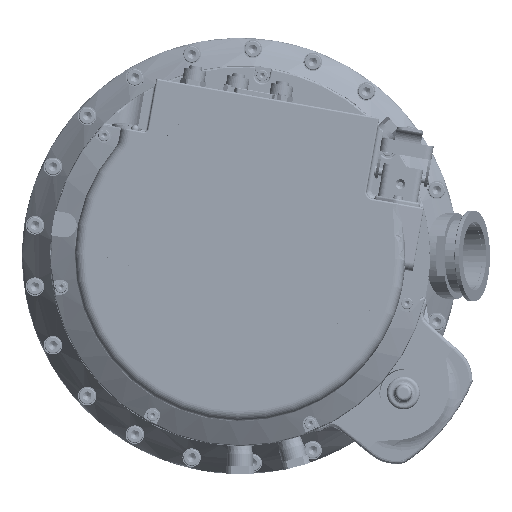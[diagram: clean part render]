
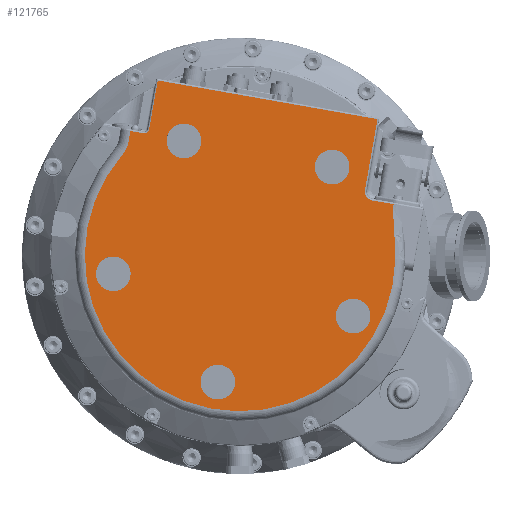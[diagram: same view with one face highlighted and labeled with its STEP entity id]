
A CAD part, front view. The second image highlights one B-rep face of the part: STEP entity #121765.
In plain terms, the highlighted planar face has unit normal (0, -1, 0).
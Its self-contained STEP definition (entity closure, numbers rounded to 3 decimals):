
#121604=CARTESIAN_POINT('',(-50.615,-155.,107.421));
#121605=DIRECTION('',(0.0,-1.0,0.0));
#121606=DIRECTION('',(0.0,0.0,-1.0));
#121607=AXIS2_PLACEMENT_3D('',#121604,#121605,#121606);
#121608=PLANE('',#121607);
#121609=CARTESIAN_POINT('',(75.591,-155.,39.981));
#121610=VERTEX_POINT('',#121609);
#121611=CARTESIAN_POINT('',(83.145,-155.,82.82));
#121612=VERTEX_POINT('',#121611);
#121613=CARTESIAN_POINT('',(75.591,-155.,39.981));
#121614=DIRECTION('',(0.174,0.,0.985));
#121615=VECTOR('',#121614,43.5);
#121616=LINE('',#121613,#121615);
#121617=EDGE_CURVE('',#121610,#121612,#121616,.T.);
#121618=ORIENTED_EDGE('',*,*,#121617,.T.);
#121619=CARTESIAN_POINT('',(-49.804,-155.,106.263));
#121620=VERTEX_POINT('',#121619);
#121621=CARTESIAN_POINT('',(83.145,-155.,82.82));
#121622=DIRECTION('',(-0.985,0.,0.174));
#121623=VECTOR('',#121622,135.);
#121624=LINE('',#121621,#121623);
#121625=EDGE_CURVE('',#121612,#121620,#121624,.T.);
#121626=ORIENTED_EDGE('',*,*,#121625,.T.);
#121627=CARTESIAN_POINT('',(-55.014,-155.,76.719));
#121628=VERTEX_POINT('',#121627);
#121629=CARTESIAN_POINT('',(-49.804,-155.,106.263));
#121630=DIRECTION('',(-0.174,0.,-0.985));
#121631=VECTOR('',#121630,30.);
#121632=LINE('',#121629,#121631);
#121633=EDGE_CURVE('',#121620,#121628,#121632,.T.);
#121634=ORIENTED_EDGE('',*,*,#121633,.T.);
#121635=CARTESIAN_POINT('',(-58.489,-155.,74.285));
#121636=VERTEX_POINT('',#121635);
#121637=CARTESIAN_POINT('',(-57.968,-155.,77.24));
#121638=DIRECTION('',(0.,1.,0.));
#121639=DIRECTION('',(-0.985,0.,0.174));
#121640=AXIS2_PLACEMENT_3D('',#121637,#121638,#121639);
#121641=CIRCLE('',#121640,3.0);
#121642=EDGE_CURVE('',#121628,#121636,#121641,.T.);
#121643=ORIENTED_EDGE('',*,*,#121642,.T.);
#121644=CARTESIAN_POINT('',(-66.368,-155.,75.674));
#121645=VERTEX_POINT('',#121644);
#121646=CARTESIAN_POINT('',(-58.489,-155.,74.285));
#121647=DIRECTION('',(-0.985,0.0,0.174));
#121648=VECTOR('',#121647,8.0);
#121649=LINE('',#121646,#121648);
#121650=EDGE_CURVE('',#121636,#121645,#121649,.T.);
#121651=ORIENTED_EDGE('',*,*,#121650,.T.);
#121652=CARTESIAN_POINT('',(-67.531,-155.,69.077));
#121653=VERTEX_POINT('',#121652);
#121654=CARTESIAN_POINT('',(-66.368,-155.,75.674));
#121655=DIRECTION('',(-0.174,0.0,-0.985));
#121656=VECTOR('',#121655,6.699);
#121657=LINE('',#121654,#121656);
#121658=EDGE_CURVE('',#121645,#121653,#121657,.T.);
#121659=ORIENTED_EDGE('',*,*,#121658,.T.);
#121660=CARTESIAN_POINT('',(-71.173,-155.,61.403));
#121661=VERTEX_POINT('',#121660);
#121662=CARTESIAN_POINT('',(-83.288,-155.,71.855));
#121663=DIRECTION('',(0.,1.,0.));
#121664=DIRECTION('',(-0.985,0.,0.174));
#121665=AXIS2_PLACEMENT_3D('',#121662,#121663,#121664);
#121666=CIRCLE('',#121665,16.0);
#121667=EDGE_CURVE('',#121653,#121661,#121666,.T.);
#121668=ORIENTED_EDGE('',*,*,#121667,.T.);
#121669=CARTESIAN_POINT('',(93.978,-155.,-2.033));
#121670=VERTEX_POINT('',#121669);
#121671=CARTESIAN_POINT('',(0.,-155.,0.));
#121672=DIRECTION('',(0.,-1.0,0.));
#121673=DIRECTION('',(-0.985,0.,0.174));
#121674=AXIS2_PLACEMENT_3D('',#121671,#121672,#121673);
#121675=CIRCLE('',#121674,94.);
#121676=EDGE_CURVE('',#121661,#121670,#121675,.T.);
#121677=ORIENTED_EDGE('',*,*,#121676,.T.);
#121678=CARTESIAN_POINT('',(92.924,-155.0,31.34));
#121679=VERTEX_POINT('',#121678);
#121680=CARTESIAN_POINT('',(93.978,-155.,-2.033));
#121681=CARTESIAN_POINT('',(94.099,-155.,3.552));
#121682=CARTESIAN_POINT('',(93.753,-155.,9.128));
#121683=CARTESIAN_POINT('',(93.036,-155.0,17.466));
#121684=CARTESIAN_POINT('',(92.762,-155.0,20.244));
#121685=CARTESIAN_POINT('',(92.493,-155.0,24.419));
#121686=CARTESIAN_POINT('',(92.427,-155.0,25.815));
#121687=CARTESIAN_POINT('',(92.455,-155.0,28.593));
#121688=CARTESIAN_POINT('',(92.503,-155.0,29.98));
#121689=CARTESIAN_POINT('',(92.924,-155.0,31.34));
#121690=B_SPLINE_CURVE_WITH_KNOTS('',3,(#121680,#121681,#121682,#121683,#121684,#121685,#121686,#121687,#121688,#121689),.UNSPECIFIED.,.F.,.U.,(4,2,2,2,4),(0.0,0.5,0.75,0.875,1.0),.UNSPECIFIED.);
#121691=EDGE_CURVE('',#121670,#121679,#121690,.T.);
#121692=ORIENTED_EDGE('',*,*,#121691,.T.);
#121693=CARTESIAN_POINT('',(80.052,-155.0,33.61));
#121694=VERTEX_POINT('',#121693);
#121695=CARTESIAN_POINT('',(92.924,-155.0,31.34));
#121696=DIRECTION('',(-0.985,0.0,0.174));
#121697=VECTOR('',#121696,13.07);
#121698=LINE('',#121695,#121697);
#121699=EDGE_CURVE('',#121679,#121694,#121698,.T.);
#121700=ORIENTED_EDGE('',*,*,#121699,.T.);
#121701=CARTESIAN_POINT('',(81.007,-155.,39.026));
#121702=DIRECTION('',(0.,1.,0.));
#121703=DIRECTION('',(-0.985,0.,0.174));
#121704=AXIS2_PLACEMENT_3D('',#121701,#121702,#121703);
#121705=CIRCLE('',#121704,5.5);
#121706=EDGE_CURVE('',#121694,#121610,#121705,.T.);
#121707=ORIENTED_EDGE('',*,*,#121706,.T.);
#121708=EDGE_LOOP('',(#121618,#121626,#121634,#121643,#121651,#121659,#121668,#121677,#121692,#121700,#121707));
#121709=FACE_OUTER_BOUND('',#121708,.T.);
#121710=CARTESIAN_POINT('',(-87.086,-155.,-8.963));
#121711=VERTEX_POINT('',#121710);
#121712=CARTESIAN_POINT('',(-76.746,-155.,-10.786));
#121713=DIRECTION('',(0.,-1.0,0.));
#121714=DIRECTION('',(-0.985,0.,0.174));
#121715=AXIS2_PLACEMENT_3D('',#121712,#121713,#121714);
#121716=CIRCLE('',#121715,10.5);
#121717=EDGE_CURVE('',#121711,#121711,#121716,.T.);
#121718=ORIENTED_EDGE('',*,*,#121717,.F.);
#121719=EDGE_LOOP('',(#121718));
#121720=FACE_BOUND('',#121719,.T.);
#121721=CARTESIAN_POINT('',(-44.314,-155.,71.48));
#121722=VERTEX_POINT('',#121721);
#121723=CARTESIAN_POINT('',(-33.974,-155.,69.657));
#121724=DIRECTION('',(0.,-1.0,0.));
#121725=DIRECTION('',(-0.985,0.,0.174));
#121726=AXIS2_PLACEMENT_3D('',#121723,#121724,#121725);
#121727=CIRCLE('',#121726,10.5);
#121728=EDGE_CURVE('',#121722,#121722,#121727,.T.);
#121729=ORIENTED_EDGE('',*,*,#121728,.F.);
#121730=EDGE_LOOP('',(#121729));
#121731=FACE_BOUND('',#121730,.T.);
#121732=CARTESIAN_POINT('',(45.408,-155.,55.659));
#121733=VERTEX_POINT('',#121732);
#121734=CARTESIAN_POINT('',(55.749,-155.,53.836));
#121735=DIRECTION('',(0.,-1.0,0.));
#121736=DIRECTION('',(-0.985,0.,0.174));
#121737=AXIS2_PLACEMENT_3D('',#121734,#121735,#121736);
#121738=CIRCLE('',#121737,10.5);
#121739=EDGE_CURVE('',#121733,#121733,#121738,.T.);
#121740=ORIENTED_EDGE('',*,*,#121739,.F.);
#121741=EDGE_LOOP('',(#121740));
#121742=FACE_BOUND('',#121741,.T.);
#121743=CARTESIAN_POINT('',(58.088,-155.,-34.561));
#121744=VERTEX_POINT('',#121743);
#121745=CARTESIAN_POINT('',(68.428,-155.,-36.384));
#121746=DIRECTION('',(0.,-1.0,0.));
#121747=DIRECTION('',(-0.985,0.,0.174));
#121748=AXIS2_PLACEMENT_3D('',#121745,#121746,#121747);
#121749=CIRCLE('',#121748,10.5);
#121750=EDGE_CURVE('',#121744,#121744,#121749,.T.);
#121751=ORIENTED_EDGE('',*,*,#121750,.F.);
#121752=EDGE_LOOP('',(#121751));
#121753=FACE_BOUND('',#121752,.T.);
#121754=CARTESIAN_POINT('',(-23.798,-155.,-74.499));
#121755=VERTEX_POINT('',#121754);
#121756=CARTESIAN_POINT('',(-13.458,-155.,-76.323));
#121757=DIRECTION('',(0.,-1.0,0.));
#121758=DIRECTION('',(-0.985,0.,0.174));
#121759=AXIS2_PLACEMENT_3D('',#121756,#121757,#121758);
#121760=CIRCLE('',#121759,10.5);
#121761=EDGE_CURVE('',#121755,#121755,#121760,.T.);
#121762=ORIENTED_EDGE('',*,*,#121761,.F.);
#121763=EDGE_LOOP('',(#121762));
#121764=FACE_BOUND('',#121763,.T.);
#121765=ADVANCED_FACE('',(#121709,#121720,#121731,#121742,#121753,#121764),#121608,.T.);
